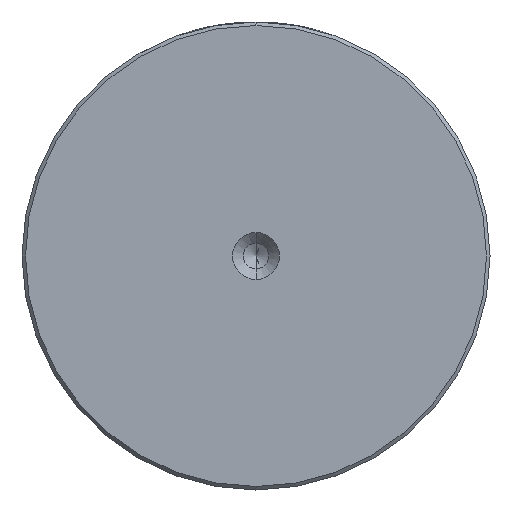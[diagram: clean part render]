
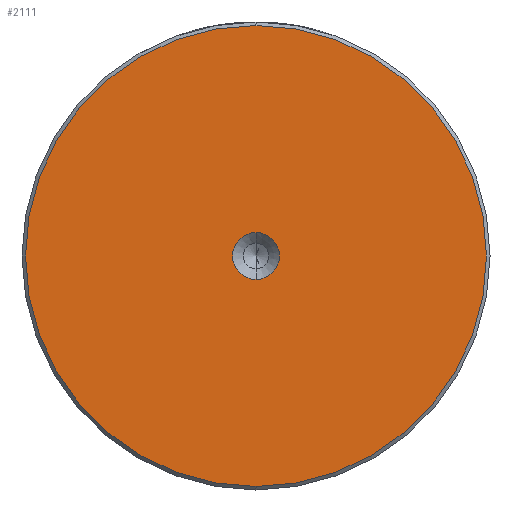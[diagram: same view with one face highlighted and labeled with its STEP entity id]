
A CAD part, left-side view. The second image highlights one B-rep face of the part: STEP entity #2111.
In plain terms, the highlighted planar face has unit normal (-1, 0, 0).
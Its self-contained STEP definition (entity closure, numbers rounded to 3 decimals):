
#4 = EDGE_LOOP ( 'NONE', ( #2016, #599 ) ) ;
#176 = VERTEX_POINT ( 'NONE', #288 ) ;
#182 = PLANE ( 'NONE',  #1690 ) ;
#288 = CARTESIAN_POINT ( 'NONE',  ( 0., 0., -3.3 ) ) ;
#423 = EDGE_CURVE ( 'NONE', #797, #176, #3018, .T. ) ;
#454 = CARTESIAN_POINT ( 'NONE',  ( 0., 0., 0. ) ) ;
#536 = CARTESIAN_POINT ( 'NONE',  ( 0., 0., 32.5 ) ) ;
#599 = ORIENTED_EDGE ( 'NONE', *, *, #1339, .T. ) ;
#622 = AXIS2_PLACEMENT_3D ( 'NONE', #2787, #1378, #3048 ) ;
#666 = DIRECTION ( 'NONE',  ( -1., 0., 0. ) ) ;
#687 = DIRECTION ( 'NONE',  ( 0., 0., 1. ) ) ;
#797 = VERTEX_POINT ( 'NONE', #2930 ) ;
#814 = ORIENTED_EDGE ( 'NONE', *, *, #423, .F. ) ;
#1028 = DIRECTION ( 'NONE',  ( -1., 0., 0. ) ) ;
#1093 = DIRECTION ( 'NONE',  ( -1., 0., 0. ) ) ;
#1139 = CARTESIAN_POINT ( 'NONE',  ( 0., 0., -32.5 ) ) ;
#1339 = EDGE_CURVE ( 'NONE', #3069, #2513, #2909, .T. ) ;
#1376 = EDGE_CURVE ( 'NONE', #176, #797, #2683, .T. ) ;
#1378 = DIRECTION ( 'NONE',  ( -1., 0., 0. ) ) ;
#1407 = ORIENTED_EDGE ( 'NONE', *, *, #1376, .F. ) ;
#1553 = AXIS2_PLACEMENT_3D ( 'NONE', #454, #2108, #687 ) ;
#1690 = AXIS2_PLACEMENT_3D ( 'NONE', #2545, #666, #2318 ) ;
#1857 = EDGE_LOOP ( 'NONE', ( #814, #1407 ) ) ;
#1903 = EDGE_CURVE ( 'NONE', #2513, #3069, #1957, .T. ) ;
#1907 = AXIS2_PLACEMENT_3D ( 'NONE', #2457, #1028, #2690 ) ;
#1957 = CIRCLE ( 'NONE', #1907, 32.5 ) ;
#2016 = ORIENTED_EDGE ( 'NONE', *, *, #1903, .T. ) ;
#2071 = FACE_BOUND ( 'NONE', #1857, .T. ) ;
#2108 = DIRECTION ( 'NONE',  ( -1., 0., 0. ) ) ;
#2111 = ADVANCED_FACE ( 'NONE', ( #2684, #2071 ), #182, .T. ) ;
#2318 = DIRECTION ( 'NONE',  ( 0., 0., 1. ) ) ;
#2406 = AXIS2_PLACEMENT_3D ( 'NONE', #2522, #1093, #2750 ) ;
#2457 = CARTESIAN_POINT ( 'NONE',  ( 0., 0., 0. ) ) ;
#2513 = VERTEX_POINT ( 'NONE', #1139 ) ;
#2522 = CARTESIAN_POINT ( 'NONE',  ( 0., 0., 0. ) ) ;
#2545 = CARTESIAN_POINT ( 'NONE',  ( 0., 0., 0. ) ) ;
#2683 = CIRCLE ( 'NONE', #622, 3.3 ) ;
#2684 = FACE_OUTER_BOUND ( 'NONE', #4, .T. ) ;
#2690 = DIRECTION ( 'NONE',  ( 0., 0., 1. ) ) ;
#2750 = DIRECTION ( 'NONE',  ( 0., 0., 1. ) ) ;
#2787 = CARTESIAN_POINT ( 'NONE',  ( 0., 0., 0. ) ) ;
#2909 = CIRCLE ( 'NONE', #2406, 32.5 ) ;
#2930 = CARTESIAN_POINT ( 'NONE',  ( 0., 0., 3.3 ) ) ;
#3018 = CIRCLE ( 'NONE', #1553, 3.3 ) ;
#3048 = DIRECTION ( 'NONE',  ( 0., 0., 1. ) ) ;
#3069 = VERTEX_POINT ( 'NONE', #536 ) ;
